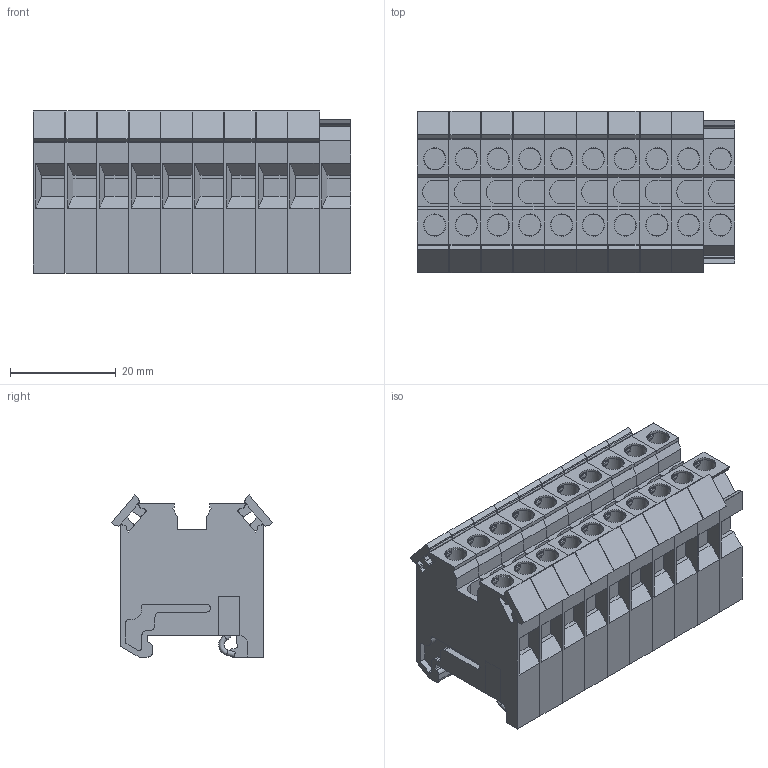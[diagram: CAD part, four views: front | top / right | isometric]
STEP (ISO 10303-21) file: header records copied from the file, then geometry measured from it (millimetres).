
FILE_DESCRIPTION(('CATIA V5 STEP Exchange','CAx-IF Rec.Pracs.--- Model Styling and Organization---1.4--- 2014-01-23'),'2;1');
FILE_NAME ('038426-1_3', '2022-10-17T07:40:11+00:00', ('none'), ('Weidmueller'), 'CATIA Version 5-6 Release 2016 SP3 HF44', 'CATIA V5 STEP AP214', 'none');
FILE_SCHEMA(('AUTOMOTIVE_DESIGN { 1 0 10303 214 1 1 1 1 }'));
Products named in the file (1): 1538260000
Bounding box: 60 x 30.43 x 30.62 mm (x, y, z)
Volume: 34629.2 mm3; surface area: 29292 mm2
Topology: 38 solids, 38 shells, 2746 faces, 7632 edges, 5062 vertices
Faces by surface type: plane 1654, cylinder 912, torus 160, bspline 20
Entity records: 88638 total; most frequent: CARTESIAN_POINT 18239, ORIENTED_EDGE 15264, DIRECTION 11897, EDGE_CURVE 7632, VECTOR 5308, LINE 5308, VERTEX_POINT 5062, AXIS2_PLACEMENT_3D 4297
